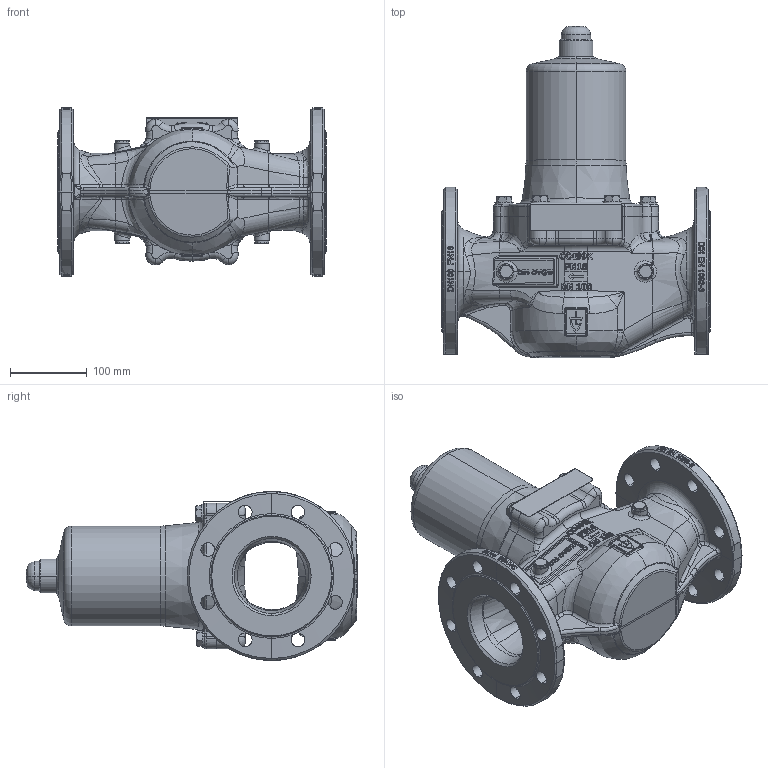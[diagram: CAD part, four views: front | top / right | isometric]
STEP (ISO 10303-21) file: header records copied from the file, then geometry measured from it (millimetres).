
FILE_DESCRIPTION (( 'STEP AP214' ), '1' );
FILE_NAME ('631mGFO_100_FLFL_100100.STEP', '2018-05-04T09:19:59', ( '' ), ( '' ), 'SwSTEP 2.0', 'SolidWorks 2018', '' );
FILE_SCHEMA (( 'AUTOMOTIVE_DESIGN' ));
Length unit declared in the file: millimetre
Products named in the file (1): 631mGFO_100_FLFL_100100
Bounding box: 350 x 431.38 x 220 mm (x, y, z)
Surface area: 493641.7 mm2 (no closed solid volume)
Topology: 0 solids, 24 shells, 1480 faces, 5263 edges, 3618 vertices
Faces by surface type: bspline 587, plane 422, cylinder 331, torus 76, cone 56, sphere 8
Entity records: 125169 total; most frequent: CARTESIAN_POINT 70548, ORIENTED_EDGE 8533, DIRECTION 5956, EDGE_CURVE 5245, VERTEX_POINT 3618, AXIS2_PLACEMENT_3D 2003, B_SPLINE_CURVE_WITH_KNOTS 1975, LINE 1950
